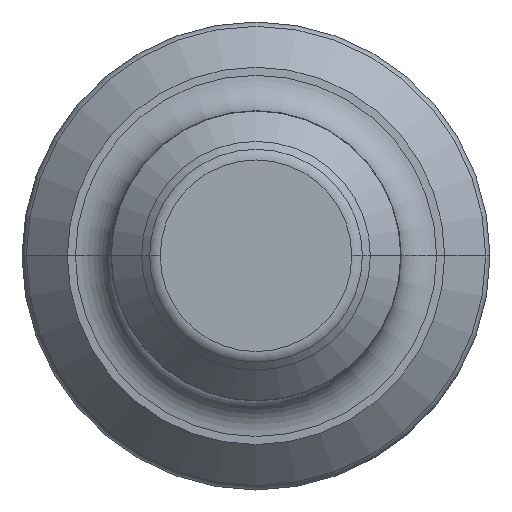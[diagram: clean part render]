
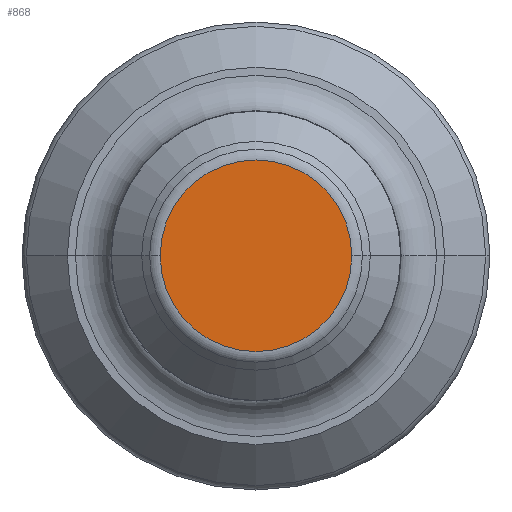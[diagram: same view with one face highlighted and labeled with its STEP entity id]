
A CAD part, top view. The second image highlights one B-rep face of the part: STEP entity #868.
In plain terms, the highlighted planar face has unit normal (0, 0, 1).
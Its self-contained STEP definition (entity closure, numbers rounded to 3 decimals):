
#155 = DIRECTION ( 'NONE',  ( -1., 0., 0. ) ) ;
#156 = DIRECTION ( 'NONE',  ( 0., 0., -1. ) ) ;
#157 = CARTESIAN_POINT ( 'NONE',  ( 0., 0., 100. ) ) ;
#158 = AXIS2_PLACEMENT_3D ( 'NONE', #157, #156, #155 ) ;
#185 = CIRCLE ( 'NONE', #158, 5.117 ) ;
#318 = AXIS2_PLACEMENT_3D ( 'NONE', #413, #412, #411 ) ;
#378 = PLANE ( 'NONE',  #318 ) ;
#392 = FACE_OUTER_BOUND ( 'NONE', #963, .T. ) ;
#411 = DIRECTION ( 'NONE',  ( -1., 0., 0. ) ) ;
#412 = DIRECTION ( 'NONE',  ( 0., 0., -1. ) ) ;
#413 = CARTESIAN_POINT ( 'NONE',  ( 5.117, 0., 100. ) ) ;
#569 = EDGE_CURVE ( 'NONE', #619, #610, #933, .T. ) ;
#610 = VERTEX_POINT ( 'NONE', #1043 ) ;
#619 = VERTEX_POINT ( 'NONE', #1042 ) ;
#773 = DIRECTION ( 'NONE',  ( -1., 0., 0. ) ) ;
#774 = DIRECTION ( 'NONE',  ( 0., 0., -1. ) ) ;
#775 = CARTESIAN_POINT ( 'NONE',  ( 0., 0., 100. ) ) ;
#814 = EDGE_CURVE ( 'NONE', #610, #619, #185, .T. ) ;
#868 = ADVANCED_FACE ( 'NONE', ( #392 ), #378, .F. ) ;
#872 = ORIENTED_EDGE ( 'NONE', *, *, #814, .F. ) ;
#927 = AXIS2_PLACEMENT_3D ( 'NONE', #775, #774, #773 ) ;
#933 = CIRCLE ( 'NONE', #927, 5.117 ) ;
#963 = EDGE_LOOP ( 'NONE', ( #966, #872 ) ) ;
#966 = ORIENTED_EDGE ( 'NONE', *, *, #569, .F. ) ;
#1042 = CARTESIAN_POINT ( 'NONE',  ( -5.117, 0., 100. ) ) ;
#1043 = CARTESIAN_POINT ( 'NONE',  ( 5.117, 0., 100. ) ) ;
